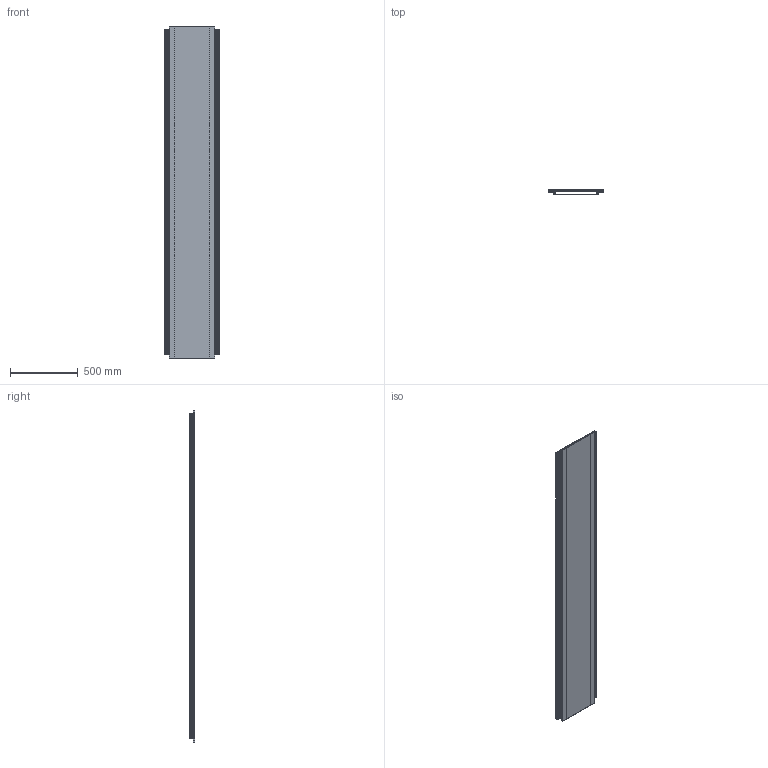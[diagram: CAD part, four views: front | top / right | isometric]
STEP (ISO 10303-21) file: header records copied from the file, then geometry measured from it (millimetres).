
FILE_DESCRIPTION (( 'STEP AP214' ), '1' );
FILE_NAME ('7424028.STEP', '2019-12-03T07:56:50', ( '' ), ( '' ), 'SwSTEP 2.0', 'SolidWorks 2018', '' );
FILE_SCHEMA (( 'AUTOMOTIVE_DESIGN' ));
Length unit declared in the file: millimetre
Products named in the file (11): 43423F_verdr_ckt.STEP; 40737C_Standard.STEP; P_43939AA_1_33076324 - 305mm.STEP; P_30700584_4_Standard.STEP; 7424026.STEP; 7424028; 35104457_Standard.STEP; 43422F_Standard.STEP; 43931C_Standard.STEP; 40738A_39409468 40x240.STEP; 32812b_Standard.STEP
Assembly tree (33 placements, depth 4):
  7424028
    7424026.STEP
      40738A_39409468 40x240.STEP  x2
        43423F_verdr_ckt.STEP
        P_43939AA_1_33076324 - 305mm.STEP
      40737C_Standard.STEP  x3
        43931C_Standard.STEP
        P_30700584_4_Standard.STEP
      32812b_Standard.STEP  x2
      43422F_Standard.STEP  x3
      35104457_Standard.STEP  x18
Bounding box: 402.9 x 38.5 x 2450 mm (x, y, z)
Volume: 6121462.7 mm3; surface area: 7177488.7 mm2
Topology: 33 solids, 33 shells, 1834 faces, 5013 edges, 3227 vertices
Faces by surface type: cylinder 691, plane 612, cone 243, bspline 216, torus 72
Entity records: 15064 total; most frequent: CARTESIAN_POINT 5429, ORIENTED_EDGE 1954, DIRECTION 1875, EDGE_CURVE 977, LINE 659, VECTOR 659, VERTEX_POINT 628, AXIS2_PLACEMENT_3D 608
